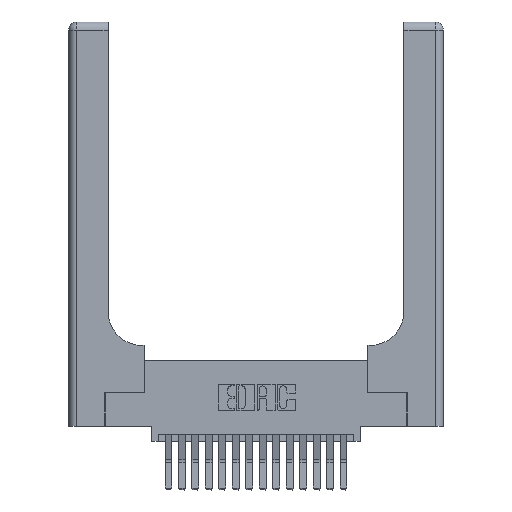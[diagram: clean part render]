
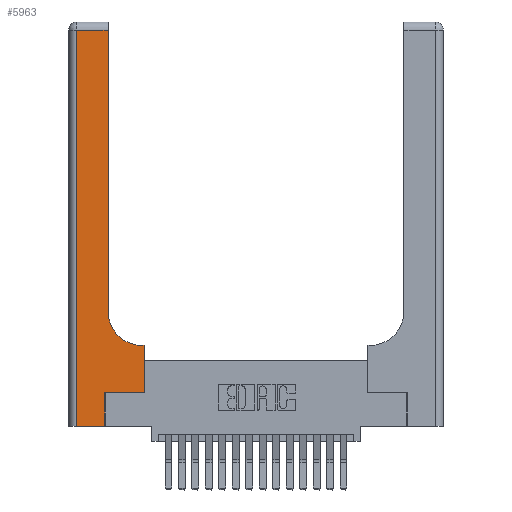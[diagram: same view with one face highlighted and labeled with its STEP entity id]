
A CAD part, top view. The second image highlights one B-rep face of the part: STEP entity #5963.
In plain terms, the highlighted planar face has unit normal (0, 0, 1).
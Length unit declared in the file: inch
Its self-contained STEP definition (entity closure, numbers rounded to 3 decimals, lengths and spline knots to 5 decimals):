
#367 = VECTOR ( 'NONE', #6042, 39.37008 ) ;
#400 = DIRECTION ( 'NONE',  ( 0., 0., -1. ) ) ;
#700 = EDGE_CURVE ( 'NONE', #4152, #8391, #10004, .T. ) ;
#802 = VECTOR ( 'NONE', #1566, 39.37008 ) ;
#1046 = PLANE ( 'NONE',  #5412 ) ;
#1163 = VERTEX_POINT ( 'NONE', #4342 ) ;
#1388 = CARTESIAN_POINT ( 'NONE',  ( 0.5415, 0.6, 0.37 ) ) ;
#1566 = DIRECTION ( 'NONE',  ( 1., 0., 0. ) ) ;
#1709 = CARTESIAN_POINT ( 'NONE',  ( 0.269, 0.25, 0.37 ) ) ;
#1804 = CARTESIAN_POINT ( 'NONE',  ( 0., 2.94, 0.37 ) ) ;
#2106 = CARTESIAN_POINT ( 'NONE',  ( 0.269, 0.25, 0.37 ) ) ;
#2637 = CARTESIAN_POINT ( 'NONE',  ( 0., 0., 0.37 ) ) ;
#2722 = DIRECTION ( 'NONE',  ( 0., 0., -1. ) ) ;
#2778 = FACE_OUTER_BOUND ( 'NONE', #7348, .T. ) ;
#2826 = ORIENTED_EDGE ( 'NONE', *, *, #3436, .T. ) ;
#3259 = ORIENTED_EDGE ( 'NONE', *, *, #11624, .T. ) ;
#3436 = EDGE_CURVE ( 'NONE', #8391, #4658, #17112, .T. ) ;
#3453 = CARTESIAN_POINT ( 'NONE',  ( 0.06, 3., 0.37 ) ) ;
#3481 = VERTEX_POINT ( 'NONE', #1388 ) ;
#3739 = VERTEX_POINT ( 'NONE', #4514 ) ;
#4077 = CARTESIAN_POINT ( 'NONE',  ( 0.269, 0., 0.37 ) ) ;
#4152 = VERTEX_POINT ( 'NONE', #4077 ) ;
#4342 = CARTESIAN_POINT ( 'NONE',  ( 0.06, 0., 0.37 ) ) ;
#4460 = DIRECTION ( 'NONE',  ( -1., 0., 0. ) ) ;
#4514 = CARTESIAN_POINT ( 'NONE',  ( 0.5585, 0.6, 0.37 ) ) ;
#4584 = ORIENTED_EDGE ( 'NONE', *, *, #10829, .T. ) ;
#4658 = VERTEX_POINT ( 'NONE', #17943 ) ;
#5412 = AXIS2_PLACEMENT_3D ( 'NONE', #12313, #2722, #13838 ) ;
#5614 = LINE ( 'NONE', #3453, #12581 ) ;
#5803 = CARTESIAN_POINT ( 'NONE',  ( 0.269, 0., 0.37 ) ) ;
#5963 = ADVANCED_FACE ( 'NONE', ( #2778 ), #1046, .F. ) ;
#6042 = DIRECTION ( 'NONE',  ( 0., 1., 0. ) ) ;
#6286 = CARTESIAN_POINT ( 'NONE',  ( 0.2915, 0.85, 0.37 ) ) ;
#7113 = ORIENTED_EDGE ( 'NONE', *, *, #700, .T. ) ;
#7348 = EDGE_LOOP ( 'NONE', ( #13927, #17469, #13751, #4584, #7113, #2826, #18355, #3259, #8588 ) ) ;
#7659 = LINE ( 'NONE', #2637, #11889 ) ;
#7696 = DIRECTION ( 'NONE',  ( 0., 1., 0. ) ) ;
#7954 = LINE ( 'NONE', #14721, #13609 ) ;
#8391 = VERTEX_POINT ( 'NONE', #2106 ) ;
#8588 = ORIENTED_EDGE ( 'NONE', *, *, #18792, .T. ) ;
#10004 = LINE ( 'NONE', #5803, #367 ) ;
#10063 = EDGE_CURVE ( 'NONE', #18001, #14479, #7954, .T. ) ;
#10096 = CARTESIAN_POINT ( 'NONE',  ( 0.5415, 0.85, 0.37 ) ) ;
#10829 = EDGE_CURVE ( 'NONE', #1163, #4152, #7659, .T. ) ;
#10893 = CARTESIAN_POINT ( 'NONE',  ( 0.5585, 0.25, 0.37 ) ) ;
#11624 = EDGE_CURVE ( 'NONE', #3739, #3481, #13322, .T. ) ;
#11677 = DIRECTION ( 'NONE',  ( 1., 0., 0. ) ) ;
#11825 = VECTOR ( 'NONE', #16043, 39.37008 ) ;
#11889 = VECTOR ( 'NONE', #18263, 39.37008 ) ;
#12085 = VECTOR ( 'NONE', #7696, 39.37008 ) ;
#12313 = CARTESIAN_POINT ( 'NONE',  ( 0., 3., 0.37 ) ) ;
#12327 = LINE ( 'NONE', #1804, #11825 ) ;
#12411 = CARTESIAN_POINT ( 'NONE',  ( 0.2915, 0.6, 0.37 ) ) ;
#12581 = VECTOR ( 'NONE', #15969, 39.37008 ) ;
#12819 = CARTESIAN_POINT ( 'NONE',  ( 0.06, 2.94, 0.37 ) ) ;
#12850 = VECTOR ( 'NONE', #4460, 39.37008 ) ;
#13322 = LINE ( 'NONE', #12411, #12850 ) ;
#13609 = VECTOR ( 'NONE', #19098, 39.37008 ) ;
#13751 = ORIENTED_EDGE ( 'NONE', *, *, #19730, .T. ) ;
#13838 = DIRECTION ( 'NONE',  ( -1., 0., 0. ) ) ;
#13927 = ORIENTED_EDGE ( 'NONE', *, *, #10063, .T. ) ;
#14479 = VERTEX_POINT ( 'NONE', #19044 ) ;
#14721 = CARTESIAN_POINT ( 'NONE',  ( 0.2915, 3., 0.37 ) ) ;
#15598 = EDGE_CURVE ( 'NONE', #4658, #3739, #16588, .T. ) ;
#15742 = AXIS2_PLACEMENT_3D ( 'NONE', #10096, #400, #11677 ) ;
#15855 = EDGE_CURVE ( 'NONE', #14479, #18070, #12327, .T. ) ;
#15969 = DIRECTION ( 'NONE',  ( 0., -1., 0. ) ) ;
#15986 = CIRCLE ( 'NONE', #15742, 0.25 ) ;
#16043 = DIRECTION ( 'NONE',  ( -1., 0., 0. ) ) ;
#16588 = LINE ( 'NONE', #10893, #12085 ) ;
#17112 = LINE ( 'NONE', #1709, #802 ) ;
#17469 = ORIENTED_EDGE ( 'NONE', *, *, #15855, .T. ) ;
#17943 = CARTESIAN_POINT ( 'NONE',  ( 0.5585, 0.25, 0.37 ) ) ;
#18001 = VERTEX_POINT ( 'NONE', #6286 ) ;
#18070 = VERTEX_POINT ( 'NONE', #12819 ) ;
#18263 = DIRECTION ( 'NONE',  ( 1., 0., 0. ) ) ;
#18355 = ORIENTED_EDGE ( 'NONE', *, *, #15598, .T. ) ;
#18792 = EDGE_CURVE ( 'NONE', #3481, #18001, #15986, .T. ) ;
#19044 = CARTESIAN_POINT ( 'NONE',  ( 0.2915, 2.94, 0.37 ) ) ;
#19098 = DIRECTION ( 'NONE',  ( 0., 1., 0. ) ) ;
#19730 = EDGE_CURVE ( 'NONE', #18070, #1163, #5614, .T. ) ;
